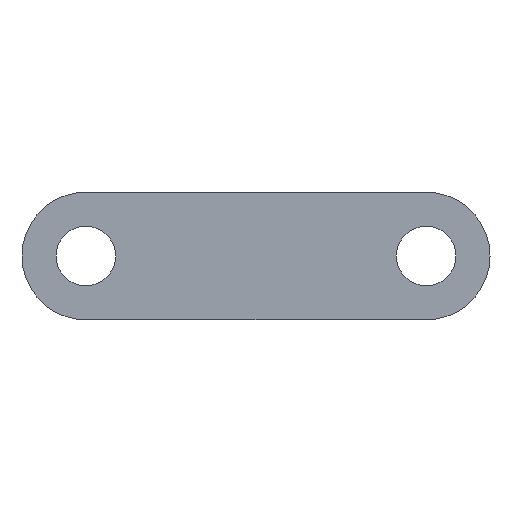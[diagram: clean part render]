
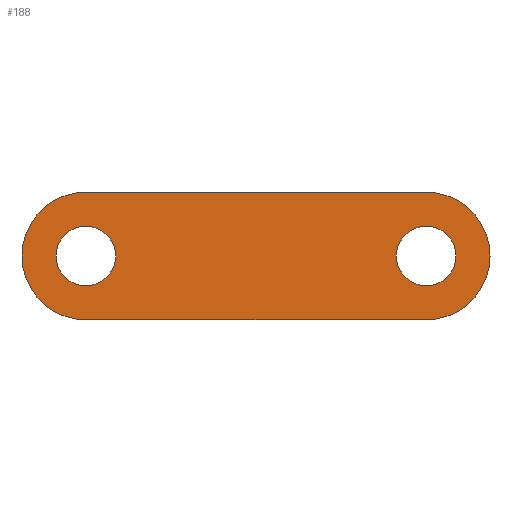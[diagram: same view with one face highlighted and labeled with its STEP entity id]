
A CAD part, front view. The second image highlights one B-rep face of the part: STEP entity #188.
In plain terms, the highlighted planar face has unit normal (0, -1, 0).
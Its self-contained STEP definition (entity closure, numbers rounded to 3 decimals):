
#5 = LINE ( 'NONE', #283, #118 ) ;
#11 = ORIENTED_EDGE ( 'NONE', *, *, #282, .T. ) ;
#12 = DIRECTION ( 'NONE',  ( 1., 0., 0. ) ) ;
#14 = EDGE_LOOP ( 'NONE', ( #11, #340, #570, #537 ) ) ;
#26 = CIRCLE ( 'NONE', #555, 3.75 ) ;
#28 = CARTESIAN_POINT ( 'NONE',  ( 0., 0., -3.75 ) ) ;
#31 = VERTEX_POINT ( 'NONE', #84 ) ;
#32 = CARTESIAN_POINT ( 'NONE',  ( -10., 0., 0. ) ) ;
#42 = EDGE_LOOP ( 'NONE', ( #127, #323 ) ) ;
#51 = CARTESIAN_POINT ( 'NONE',  ( 10., 0., 0. ) ) ;
#60 = CARTESIAN_POINT ( 'NONE',  ( -10., 0., 0. ) ) ;
#72 = CIRCLE ( 'NONE', #376, 1.75 ) ;
#75 = CIRCLE ( 'NONE', #499, 3.75 ) ;
#77 = CARTESIAN_POINT ( 'NONE',  ( 10., 0., -3.75 ) ) ;
#80 = CARTESIAN_POINT ( 'NONE',  ( 0., 0., 0. ) ) ;
#84 = CARTESIAN_POINT ( 'NONE',  ( -10., 0., 1.75 ) ) ;
#98 = CARTESIAN_POINT ( 'NONE',  ( 10., 0., -1.75 ) ) ;
#116 = AXIS2_PLACEMENT_3D ( 'NONE', #80, #308, #519 ) ;
#118 = VECTOR ( 'NONE', #12, 1000. ) ;
#123 = CIRCLE ( 'NONE', #326, 1.75 ) ;
#126 = FACE_OUTER_BOUND ( 'NONE', #14, .T. ) ;
#127 = ORIENTED_EDGE ( 'NONE', *, *, #412, .T. ) ;
#142 = CARTESIAN_POINT ( 'NONE',  ( 10., 0., 0. ) ) ;
#149 = DIRECTION ( 'NONE',  ( 0., 0., 1. ) ) ;
#188 = ADVANCED_FACE ( 'NONE', ( #419, #356, #126 ), #515, .F. ) ;
#204 = DIRECTION ( 'NONE',  ( 0., 0., 1. ) ) ;
#209 = DIRECTION ( 'NONE',  ( 0., 0., 1. ) ) ;
#211 = AXIS2_PLACEMENT_3D ( 'NONE', #51, #594, #149 ) ;
#213 = VERTEX_POINT ( 'NONE', #77 ) ;
#215 = CARTESIAN_POINT ( 'NONE',  ( -10., 0., 0. ) ) ;
#220 = EDGE_CURVE ( 'NONE', #297, #420, #26, .T. ) ;
#230 = CARTESIAN_POINT ( 'NONE',  ( -10., 0., -1.75 ) ) ;
#234 = CIRCLE ( 'NONE', #211, 1.75 ) ;
#241 = DIRECTION ( 'NONE',  ( 0., 0., 1. ) ) ;
#252 = DIRECTION ( 'NONE',  ( 0., -1., 0. ) ) ;
#255 = DIRECTION ( 'NONE',  ( 0., 0., 1. ) ) ;
#282 = EDGE_CURVE ( 'NONE', #213, #509, #75, .T. ) ;
#283 = CARTESIAN_POINT ( 'NONE',  ( 0., 0., 3.75 ) ) ;
#297 = VERTEX_POINT ( 'NONE', #389 ) ;
#299 = VERTEX_POINT ( 'NONE', #590 ) ;
#302 = LINE ( 'NONE', #28, #582 ) ;
#303 = DIRECTION ( 'NONE',  ( 0., 1., 0. ) ) ;
#308 = DIRECTION ( 'NONE',  ( 0., 1., 0. ) ) ;
#311 = VERTEX_POINT ( 'NONE', #98 ) ;
#315 = VERTEX_POINT ( 'NONE', #230 ) ;
#323 = ORIENTED_EDGE ( 'NONE', *, *, #426, .T. ) ;
#326 = AXIS2_PLACEMENT_3D ( 'NONE', #608, #350, #561 ) ;
#333 = AXIS2_PLACEMENT_3D ( 'NONE', #60, #303, #241 ) ;
#340 = ORIENTED_EDGE ( 'NONE', *, *, #364, .F. ) ;
#343 = EDGE_CURVE ( 'NONE', #299, #311, #234, .T. ) ;
#350 = DIRECTION ( 'NONE',  ( 0., -1., 0. ) ) ;
#356 = FACE_BOUND ( 'NONE', #42, .T. ) ;
#364 = EDGE_CURVE ( 'NONE', #420, #509, #5, .T. ) ;
#372 = EDGE_CURVE ( 'NONE', #311, #299, #123, .T. ) ;
#376 = AXIS2_PLACEMENT_3D ( 'NONE', #32, #617, #255 ) ;
#385 = EDGE_CURVE ( 'NONE', #297, #213, #302, .T. ) ;
#389 = CARTESIAN_POINT ( 'NONE',  ( -10., 0., -3.75 ) ) ;
#412 = EDGE_CURVE ( 'NONE', #315, #31, #72, .T. ) ;
#414 = DIRECTION ( 'NONE',  ( 0., 1., 0. ) ) ;
#417 = DIRECTION ( 'NONE',  ( 1., 0., 0. ) ) ;
#419 = FACE_BOUND ( 'NONE', #562, .T. ) ;
#420 = VERTEX_POINT ( 'NONE', #491 ) ;
#426 = EDGE_CURVE ( 'NONE', #31, #315, #486, .T. ) ;
#486 = CIRCLE ( 'NONE', #333, 1.75 ) ;
#489 = ORIENTED_EDGE ( 'NONE', *, *, #372, .F. ) ;
#491 = CARTESIAN_POINT ( 'NONE',  ( -10., 0., 3.75 ) ) ;
#499 = AXIS2_PLACEMENT_3D ( 'NONE', #142, #252, #204 ) ;
#509 = VERTEX_POINT ( 'NONE', #620 ) ;
#515 = PLANE ( 'NONE',  #116 ) ;
#519 = DIRECTION ( 'NONE',  ( 0., 0., 1. ) ) ;
#537 = ORIENTED_EDGE ( 'NONE', *, *, #385, .T. ) ;
#555 = AXIS2_PLACEMENT_3D ( 'NONE', #215, #414, #209 ) ;
#561 = DIRECTION ( 'NONE',  ( 0., 0., 1. ) ) ;
#562 = EDGE_LOOP ( 'NONE', ( #489, #615 ) ) ;
#570 = ORIENTED_EDGE ( 'NONE', *, *, #220, .F. ) ;
#582 = VECTOR ( 'NONE', #417, 1000. ) ;
#590 = CARTESIAN_POINT ( 'NONE',  ( 10., 0., 1.75 ) ) ;
#594 = DIRECTION ( 'NONE',  ( 0., -1., 0. ) ) ;
#608 = CARTESIAN_POINT ( 'NONE',  ( 10., 0., 0. ) ) ;
#615 = ORIENTED_EDGE ( 'NONE', *, *, #343, .F. ) ;
#617 = DIRECTION ( 'NONE',  ( 0., 1., 0. ) ) ;
#620 = CARTESIAN_POINT ( 'NONE',  ( 10., 0., 3.75 ) ) ;
